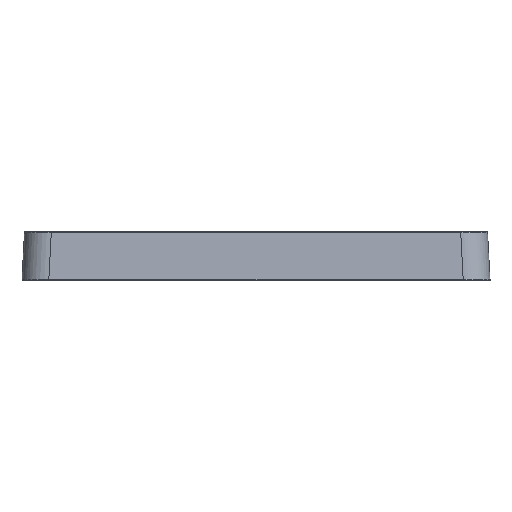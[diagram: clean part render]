
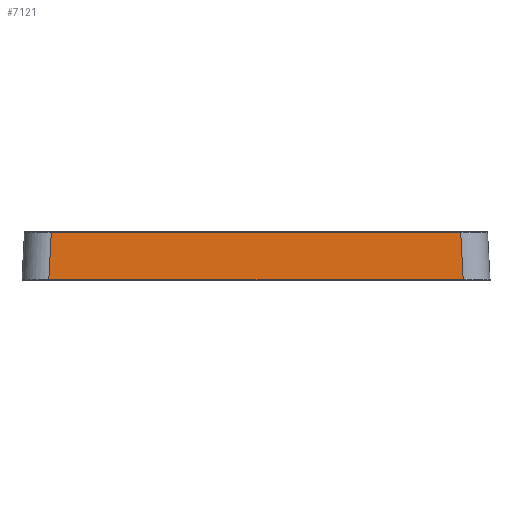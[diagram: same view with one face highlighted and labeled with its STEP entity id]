
A CAD part, top view. The second image highlights one B-rep face of the part: STEP entity #7121.
In plain terms, the highlighted planar face has unit normal (0, 0.052, 0.999).
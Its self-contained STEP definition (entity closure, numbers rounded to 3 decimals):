
#5811 = LINE ( 'NONE', #5832, #95721 ) ;
#5828 = LINE ( 'NONE', #5830, #95724 ) ;
#5830 = CARTESIAN_POINT ( 'NONE',  ( 183.019, 39.339, 156.986 ) ) ;
#5831 = DIRECTION ( 'NONE',  ( -0.052, 0.997, -0.052 ) ) ;
#5832 = CARTESIAN_POINT ( 'NONE',  ( -182.985, 39.052, 157.002 ) ) ;
#5833 = DIRECTION ( 'NONE',  ( -1., 0., 0. ) ) ;
#5834 = LINE ( 'NONE', #5835, #95728 ) ;
#5835 = CARTESIAN_POINT ( 'NONE',  ( -184.041, 19.845, 158.008 ) ) ;
#5836 = DIRECTION ( 'NONE',  ( -0.052, -0.997, 0.052 ) ) ;
#7121 = ADVANCED_FACE ( 'NONE', ( #43606 ), #43600, .T. ) ;
#7644 = VERTEX_POINT ( 'NONE', #45896 ) ;
#8207 = VERTEX_POINT ( 'NONE', #49592 ) ;
#8208 = VERTEX_POINT ( 'NONE', #49593 ) ;
#18983 = VERTEX_POINT ( 'NONE', #51597 ) ;
#21720 = AXIS2_PLACEMENT_3D ( 'NONE', #43602, #43608, #43609 ) ;
#23980 = ORIENTED_EDGE ( 'NONE', *, *, #105751, .T. ) ;
#23982 = ORIENTED_EDGE ( 'NONE', *, *, #105752, .T. ) ;
#23984 = ORIENTED_EDGE ( 'NONE', *, *, #105753, .T. ) ;
#23986 = ORIENTED_EDGE ( 'NONE', *, *, #77342, .F. ) ;
#43600 = PLANE ( 'NONE',  #21720 ) ;
#43602 = CARTESIAN_POINT ( 'NONE',  ( -187., 20., 158. ) ) ;
#43606 = FACE_OUTER_BOUND ( 'NONE', #72870, .T. ) ;
#43608 = DIRECTION ( 'NONE',  ( 0., 0.052, 0.999 ) ) ;
#43609 = DIRECTION ( 'NONE',  ( 0., -0.999, 0.052 ) ) ;
#45896 = CARTESIAN_POINT ( 'NONE',  ( 183.034, 39.052, 157.002 ) ) ;
#49592 = CARTESIAN_POINT ( 'NONE',  ( 185.238, -3., 159.205 ) ) ;
#49593 = CARTESIAN_POINT ( 'NONE',  ( -185.238, -3., 159.205 ) ) ;
#51597 = CARTESIAN_POINT ( 'NONE',  ( -183.034, 39.052, 157.002 ) ) ;
#72870 = EDGE_LOOP ( 'NONE', ( #23980, #23982, #23984, #23986 ) ) ;
#77342 = EDGE_CURVE ( 'NONE', #8207, #8208, #88000, .T. ) ;
#84728 = VECTOR ( 'NONE', #88005, 1000. ) ;
#88000 = LINE ( 'NONE', #88003, #84728 ) ;
#88003 = CARTESIAN_POINT ( 'NONE',  ( -187., -3., 159.205 ) ) ;
#88005 = DIRECTION ( 'NONE',  ( -1., 0., 0. ) ) ;
#95721 = VECTOR ( 'NONE', #5833, 1000. ) ;
#95724 = VECTOR ( 'NONE', #5831, 1000. ) ;
#95728 = VECTOR ( 'NONE', #5836, 1000. ) ;
#105751 = EDGE_CURVE ( 'NONE', #8207, #7644, #5828, .T. ) ;
#105752 = EDGE_CURVE ( 'NONE', #7644, #18983, #5811, .T. ) ;
#105753 = EDGE_CURVE ( 'NONE', #18983, #8208, #5834, .T. ) ;
